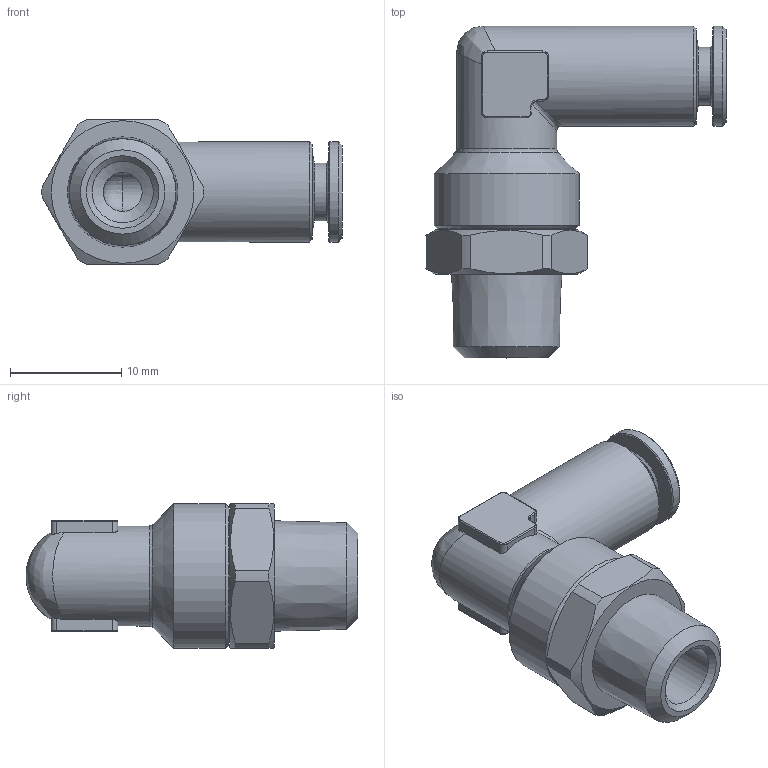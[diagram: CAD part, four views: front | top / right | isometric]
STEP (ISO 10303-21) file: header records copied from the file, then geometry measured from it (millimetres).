
FILE_DESCRIPTION( ( 'STEP AP214' ), '1' );
FILE_NAME( 'psolqas_6080_0.stp', '2020-12-10T08:54:52', ( 'License CC BY-ND 4.0' ), ( 'CADENAS' ), ' ', 'PARTsolutions', ' ' );
FILE_SCHEMA( ( 'AUTOMOTIVE_DESIGN { 1 0 10303 214 1 1 1 1 }' ) );
Length unit declared in the file: metre
Products named in the file (1): Taglia-Rivoluzione3
Bounding box: 26.95 x 29.8 x 13 mm (x, y, z)
Volume: 3003.5 mm3; surface area: 2340.8 mm2
Topology: 1 solids, 1 shells, 99 faces, 239 edges, 145 vertices
Faces by surface type: cylinder 40, plane 27, cone 15, torus 14, bspline 2, sphere 1
Full cylindrical faces by diameter (mm): 3.5 x2, 4.15 x1, 5.2 x1, 5.5 x1, 9 x3, 10.9 x1, 13 x1
Entity records: 3864 total; most frequent: CARTESIAN_POINT 905, DIRECTION 458, ORIENTED_EDGE 412, EDGE_CURVE 206, AXIS2_PLACEMENT_3D 195, VERTEX_POINT 141, EDGE_LOOP 133, FACE_OUTER_BOUND 111
